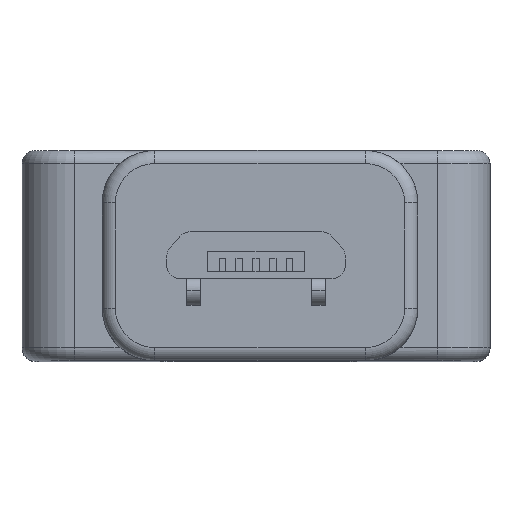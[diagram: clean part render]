
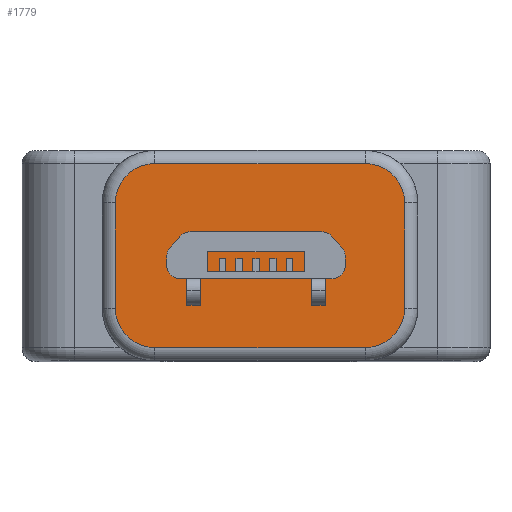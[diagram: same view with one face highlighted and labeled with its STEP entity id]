
A CAD part, top view. The second image highlights one B-rep face of the part: STEP entity #1779.
In plain terms, the highlighted planar face has unit normal (0, 0, 1).
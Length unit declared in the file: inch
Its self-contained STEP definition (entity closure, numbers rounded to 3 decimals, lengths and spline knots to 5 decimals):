
#1757 = EDGE_CURVE ( 'NONE', #1770, #1833, #13679, .T. ) ;
#1760 = ORIENTED_EDGE ( 'NONE', *, *, #1757, .T. ) ;
#1767 = EDGE_LOOP ( 'NONE', ( #1760, #1821, #1818, #1789, #1791, #1828, #1826, #1807 ) ) ;
#1770 = VERTEX_POINT ( 'NONE', #13657 ) ;
#1779 = ADVANCED_FACE ( 'NONE', ( #13719 ), #13718, .F. ) ;
#1782 = EDGE_CURVE ( 'NONE', #1794, #1795, #13707, .T. ) ;
#1787 = VERTEX_POINT ( 'NONE', #13701 ) ;
#1789 = ORIENTED_EDGE ( 'NONE', *, *, #1782, .T. ) ;
#1791 = ORIENTED_EDGE ( 'NONE', *, *, #1798, .T. ) ;
#1794 = VERTEX_POINT ( 'NONE', #13755 ) ;
#1795 = VERTEX_POINT ( 'NONE', #13754 ) ;
#1796 = VERTEX_POINT ( 'NONE', #13753 ) ;
#1798 = EDGE_CURVE ( 'NONE', #1795, #1796, #13751, .T. ) ;
#1804 = EDGE_CURVE ( 'NONE', #1808, #1770, #13739, .T. ) ;
#1807 = ORIENTED_EDGE ( 'NONE', *, *, #1804, .T. ) ;
#1808 = VERTEX_POINT ( 'NONE', #13788 ) ;
#1809 = EDGE_CURVE ( 'NONE', #1787, #1808, #13787, .T. ) ;
#1817 = EDGE_CURVE ( 'NONE', #1819, #1794, #13777, .T. ) ;
#1818 = ORIENTED_EDGE ( 'NONE', *, *, #1817, .T. ) ;
#1819 = VERTEX_POINT ( 'NONE', #13772 ) ;
#1820 = EDGE_CURVE ( 'NONE', #1833, #1819, #13771, .T. ) ;
#1821 = ORIENTED_EDGE ( 'NONE', *, *, #1820, .T. ) ;
#1826 = ORIENTED_EDGE ( 'NONE', *, *, #1809, .T. ) ;
#1827 = EDGE_CURVE ( 'NONE', #1796, #1787, #13822, .T. ) ;
#1828 = ORIENTED_EDGE ( 'NONE', *, *, #1827, .T. ) ;
#1833 = VERTEX_POINT ( 'NONE', #13809 ) ;
#13657 = CARTESIAN_POINT ( 'NONE',  ( -0.15148, 0.1378, 0.49213 ) ) ;
#13674 = DIRECTION ( 'NONE',  ( -1., 0., 0. ) ) ;
#13675 = DIRECTION ( 'NONE',  ( 0., 0., 1. ) ) ;
#13677 = CARTESIAN_POINT ( 'NONE',  ( -0.15148, 0.07874, 0.49213 ) ) ;
#13678 = AXIS2_PLACEMENT_3D ( 'NONE', #13677, #13675, #13674 ) ;
#13679 = CIRCLE ( 'NONE', #13678, 0.05906 ) ;
#13701 = CARTESIAN_POINT ( 'NONE',  ( 0.22253, 0.07874, 0.49213 ) ) ;
#13704 = DIRECTION ( 'NONE',  ( 1., 0., 0. ) ) ;
#13705 = VECTOR ( 'NONE', #13704, 39.37008 ) ;
#13706 = CARTESIAN_POINT ( 'NONE',  ( 0.16348, -0.1378, 0.49213 ) ) ;
#13707 = LINE ( 'NONE', #13706, #13705 ) ;
#13712 = DIRECTION ( 'NONE',  ( -1., 0., 0. ) ) ;
#13714 = DIRECTION ( 'NONE',  ( 0., 0., -1. ) ) ;
#13715 = CARTESIAN_POINT ( 'NONE',  ( -0.23022, 0.15748, 0.49213 ) ) ;
#13716 = AXIS2_PLACEMENT_3D ( 'NONE', #13715, #13714, #13712 ) ;
#13718 = PLANE ( 'NONE',  #13716 ) ;
#13719 = FACE_OUTER_BOUND ( 'NONE', #1767, .T. ) ;
#13731 = DIRECTION ( 'NONE',  ( -1., 0., 0. ) ) ;
#13732 = VECTOR ( 'NONE', #13731, 39.37008 ) ;
#13733 = CARTESIAN_POINT ( 'NONE',  ( -0.23022, 0.1378, 0.49213 ) ) ;
#13739 = LINE ( 'NONE', #13733, #13732 ) ;
#13747 = DIRECTION ( 'NONE',  ( -1., 0., 0. ) ) ;
#13748 = DIRECTION ( 'NONE',  ( 0., 0., 1. ) ) ;
#13749 = CARTESIAN_POINT ( 'NONE',  ( 0.16348, -0.07874, 0.49213 ) ) ;
#13750 = AXIS2_PLACEMENT_3D ( 'NONE', #13749, #13748, #13747 ) ;
#13751 = CIRCLE ( 'NONE', #13750, 0.05906 ) ;
#13753 = CARTESIAN_POINT ( 'NONE',  ( 0.22253, -0.07874, 0.49213 ) ) ;
#13754 = CARTESIAN_POINT ( 'NONE',  ( 0.16348, -0.1378, 0.49213 ) ) ;
#13755 = CARTESIAN_POINT ( 'NONE',  ( -0.15148, -0.1378, 0.49213 ) ) ;
#13768 = DIRECTION ( 'NONE',  ( 0., -1., 0. ) ) ;
#13769 = VECTOR ( 'NONE', #13768, 39.37008 ) ;
#13770 = CARTESIAN_POINT ( 'NONE',  ( -0.21054, 0.15748, 0.49213 ) ) ;
#13771 = LINE ( 'NONE', #13770, #13769 ) ;
#13772 = CARTESIAN_POINT ( 'NONE',  ( -0.21054, -0.07874, 0.49213 ) ) ;
#13773 = DIRECTION ( 'NONE',  ( -1., 0., 0. ) ) ;
#13774 = DIRECTION ( 'NONE',  ( 0., 0., 1. ) ) ;
#13775 = CARTESIAN_POINT ( 'NONE',  ( -0.15148, -0.07874, 0.49213 ) ) ;
#13776 = AXIS2_PLACEMENT_3D ( 'NONE', #13775, #13774, #13773 ) ;
#13777 = CIRCLE ( 'NONE', #13776, 0.05906 ) ;
#13783 = DIRECTION ( 'NONE',  ( -1., 0., 0. ) ) ;
#13784 = DIRECTION ( 'NONE',  ( 0., 0., 1. ) ) ;
#13785 = CARTESIAN_POINT ( 'NONE',  ( 0.16348, 0.07874, 0.49213 ) ) ;
#13786 = AXIS2_PLACEMENT_3D ( 'NONE', #13785, #13784, #13783 ) ;
#13787 = CIRCLE ( 'NONE', #13786, 0.05906 ) ;
#13788 = CARTESIAN_POINT ( 'NONE',  ( 0.16348, 0.1378, 0.49213 ) ) ;
#13809 = CARTESIAN_POINT ( 'NONE',  ( -0.21054, 0.07874, 0.49213 ) ) ;
#13816 = DIRECTION ( 'NONE',  ( 0., 1., 0. ) ) ;
#13817 = VECTOR ( 'NONE', #13816, 39.37008 ) ;
#13818 = CARTESIAN_POINT ( 'NONE',  ( 0.22253, 0.07874, 0.49213 ) ) ;
#13822 = LINE ( 'NONE', #13818, #13817 ) ;
